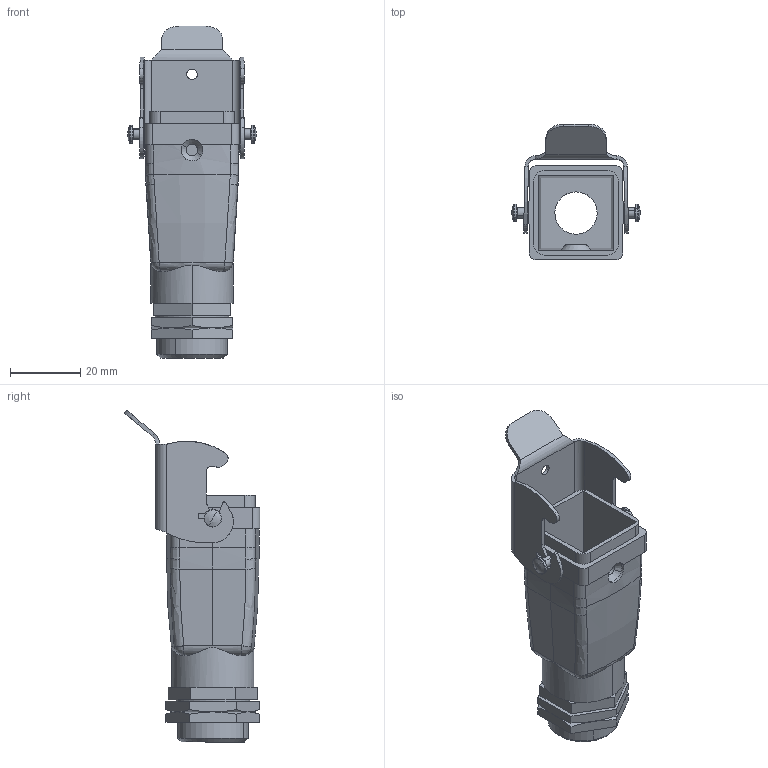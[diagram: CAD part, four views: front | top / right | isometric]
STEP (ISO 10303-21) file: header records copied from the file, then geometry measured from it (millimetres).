
FILE_DESCRIPTION(('CATIA V5 STEP Exchange','CAx-IF Rec.Pracs.--- Model Styling and Organization---1.4--- 2014-01-23'),'2;1');
FILE_NAME ('375122_3', '2021-07-30T09:22:35+00:00', ('none'), ('Weidmueller'), 'CATIA Version 5-6 Release 2016 SP3 HF44', 'CATIA V5 STEP AP214', 'none');
FILE_SCHEMA(('AUTOMOTIVE_DESIGN { 1 0 10303 214 1 1 1 1 }'));
Length unit declared in the file: millimetre
Products named in the file (1): 1900320000
Bounding box: 36.5 x 38.5 x 94.22 mm (x, y, z)
Volume: 16585 mm3; surface area: 16336.8 mm2
Topology: 1 solids, 2 shells, 264 faces, 659 edges, 398 vertices
Faces by surface type: plane 113, cylinder 78, bspline 24, cone 21, torus 18, sphere 4, extrusion 4, revolution 2
Entity records: 8525 total; most frequent: CARTESIAN_POINT 2925, ORIENTED_EDGE 1302, DIRECTION 851, EDGE_CURVE 651, VERTEX_POINT 398, AXIS2_PLACEMENT_3D 366, VECTOR 312, LINE 308
